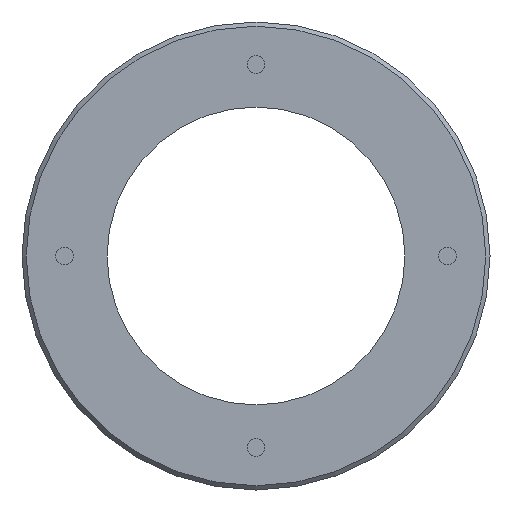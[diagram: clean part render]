
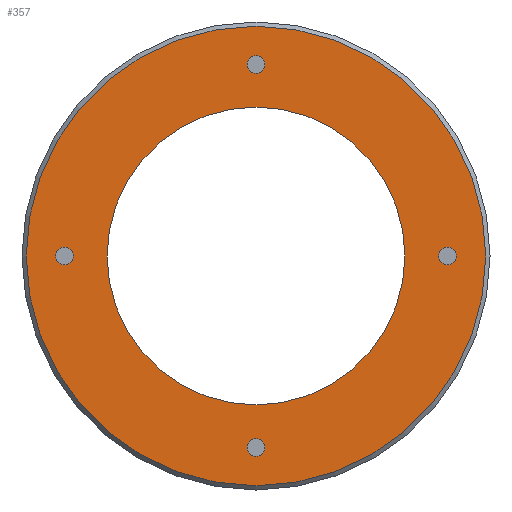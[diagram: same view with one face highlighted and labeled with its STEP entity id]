
A CAD part, front view. The second image highlights one B-rep face of the part: STEP entity #357.
In plain terms, the highlighted planar face has unit normal (0, -1, 0).
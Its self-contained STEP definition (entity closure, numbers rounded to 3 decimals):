
#15=FACE_BOUND('',#74,.T.);
#16=FACE_BOUND('',#75,.T.);
#17=FACE_BOUND('',#76,.T.);
#18=FACE_BOUND('',#77,.T.);
#19=FACE_BOUND('',#78,.T.);
#35=PLANE('',#405);
#53=FACE_OUTER_BOUND('',#73,.T.);
#73=EDGE_LOOP('',(#266));
#74=EDGE_LOOP('',(#267));
#75=EDGE_LOOP('',(#268));
#76=EDGE_LOOP('',(#269));
#77=EDGE_LOOP('',(#270));
#78=EDGE_LOOP('',(#271));
#143=CIRCLE('',#399,54.);
#148=CIRCLE('',#406,35.);
#149=CIRCLE('',#407,2.067);
#150=CIRCLE('',#408,2.067);
#151=CIRCLE('',#409,2.067);
#152=CIRCLE('',#410,2.067);
#175=VERTEX_POINT('',#574);
#180=VERTEX_POINT('',#588);
#181=VERTEX_POINT('',#590);
#182=VERTEX_POINT('',#592);
#183=VERTEX_POINT('',#594);
#184=VERTEX_POINT('',#596);
#207=EDGE_CURVE('',#175,#175,#143,.T.);
#214=EDGE_CURVE('',#180,#180,#148,.T.);
#215=EDGE_CURVE('',#181,#181,#149,.T.);
#216=EDGE_CURVE('',#182,#182,#150,.T.);
#217=EDGE_CURVE('',#183,#183,#151,.T.);
#218=EDGE_CURVE('',#184,#184,#152,.T.);
#266=ORIENTED_EDGE('',*,*,#207,.F.);
#267=ORIENTED_EDGE('',*,*,#214,.F.);
#268=ORIENTED_EDGE('',*,*,#215,.T.);
#269=ORIENTED_EDGE('',*,*,#216,.T.);
#270=ORIENTED_EDGE('',*,*,#217,.T.);
#271=ORIENTED_EDGE('',*,*,#218,.T.);
#357=ADVANCED_FACE('',(#53,#15,#16,#17,#18,#19),#35,.T.);
#399=AXIS2_PLACEMENT_3D('',#575,#454,#455);
#405=AXIS2_PLACEMENT_3D('',#587,#468,#469);
#406=AXIS2_PLACEMENT_3D('',#589,#470,#471);
#407=AXIS2_PLACEMENT_3D('',#591,#472,#473);
#408=AXIS2_PLACEMENT_3D('',#593,#474,#475);
#409=AXIS2_PLACEMENT_3D('',#595,#476,#477);
#410=AXIS2_PLACEMENT_3D('',#597,#478,#479);
#454=DIRECTION('center_axis',(0.,1.,0.));
#455=DIRECTION('ref_axis',(0.,0.,1.));
#468=DIRECTION('center_axis',(0.,-1.,0.));
#469=DIRECTION('ref_axis',(0.,0.,-1.));
#470=DIRECTION('center_axis',(0.,-1.,0.));
#471=DIRECTION('ref_axis',(1.,0.,0.));
#472=DIRECTION('center_axis',(0.,1.,0.));
#473=DIRECTION('ref_axis',(1.,0.,0.));
#474=DIRECTION('center_axis',(0.,1.,0.));
#475=DIRECTION('ref_axis',(1.,0.,0.));
#476=DIRECTION('center_axis',(0.,1.,0.));
#477=DIRECTION('ref_axis',(1.,0.,0.));
#478=DIRECTION('center_axis',(0.,1.,0.));
#479=DIRECTION('ref_axis',(1.,0.,0.));
#574=CARTESIAN_POINT('',(0.,0.,-54.));
#575=CARTESIAN_POINT('Origin',(0.,0.,0.));
#587=CARTESIAN_POINT('Origin',(0.,0.,-35.));
#588=CARTESIAN_POINT('',(0.,0.,35.));
#589=CARTESIAN_POINT('Origin',(0.,0.,0.));
#590=CARTESIAN_POINT('',(-2.067,0.,45.));
#591=CARTESIAN_POINT('Origin',(0.,0.,45.));
#592=CARTESIAN_POINT('',(-2.067,0.,-45.));
#593=CARTESIAN_POINT('Origin',(0.,0.,-45.));
#594=CARTESIAN_POINT('',(-47.067,0.,0.));
#595=CARTESIAN_POINT('Origin',(-45.,0.,0.));
#596=CARTESIAN_POINT('',(42.933,0.,0.));
#597=CARTESIAN_POINT('Origin',(45.,0.,0.));
